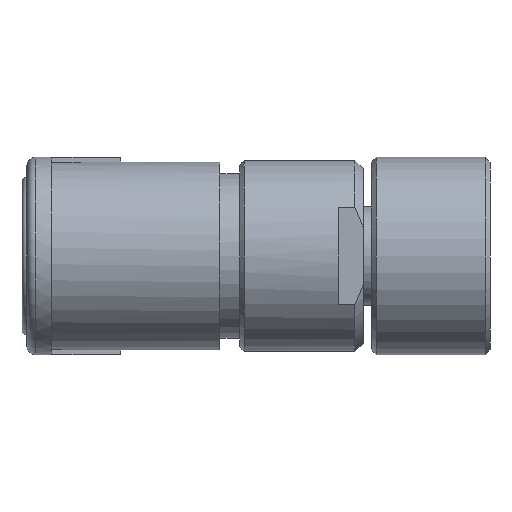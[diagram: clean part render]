
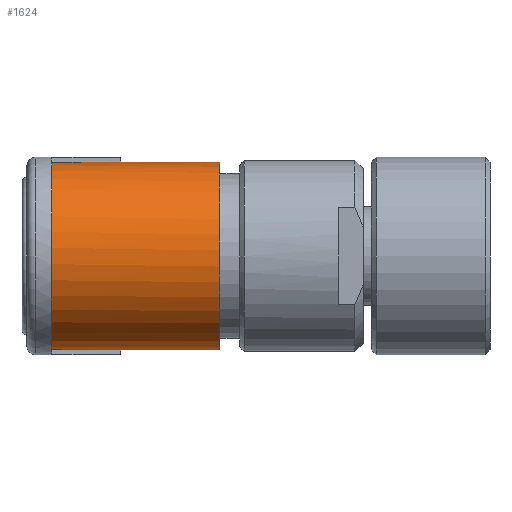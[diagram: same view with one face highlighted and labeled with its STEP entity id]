
A CAD part, front view. The second image highlights one B-rep face of the part: STEP entity #1624.
In plain terms, the highlighted cylindrical face has radius 5.7 mm (diameter 11.4 mm), a full revolution.
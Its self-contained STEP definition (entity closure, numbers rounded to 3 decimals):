
#68=FACE_BOUND($,#427,.T.);
#88=CYLINDRICAL_SURFACE($,#1815,5.7);
#169=ELLIPSE($,#1670,48.218,5.7);
#201=ELLIPSE($,#1816,8.061,5.7);
#202=ELLIPSE($,#1817,48.218,5.7);
#279=FACE_OUTER_BOUND($,#426,.T.);
#426=EDGE_LOOP($,(#1348));
#427=EDGE_LOOP($,(#1349,#1350,#1351,#1352));
#573=CIRCLE($,#1665,5.7);
#634=CIRCLE($,#1814,5.7);
#667=VERTEX_POINT($,#2381);
#668=VERTEX_POINT($,#2382);
#671=VERTEX_POINT($,#2390);
#780=VERTEX_POINT($,#3195);
#781=VERTEX_POINT($,#3198);
#827=EDGE_CURVE($,#667,#668,#573,.T.);
#834=EDGE_CURVE($,#671,#667,#169,.T.);
#978=EDGE_CURVE($,#780,#780,#634,.T.);
#979=EDGE_CURVE($,#781,#671,#201,.T.);
#980=EDGE_CURVE($,#781,#668,#202,.T.);
#1348=ORIENTED_EDGE($,*,*,#978,.T.);
#1349=ORIENTED_EDGE($,*,*,#979,.T.);
#1350=ORIENTED_EDGE($,*,*,#834,.T.);
#1351=ORIENTED_EDGE($,*,*,#827,.T.);
#1352=ORIENTED_EDGE($,*,*,#980,.F.);
#1624=ADVANCED_FACE($,(#279,#68),#88,.T.);
#1665=AXIS2_PLACEMENT_3D($,#2383,#1889,#1890);
#1670=AXIS2_PLACEMENT_3D($,#2397,#1903,#1904);
#1814=AXIS2_PLACEMENT_3D($,#3196,#2217,#2218);
#1815=AXIS2_PLACEMENT_3D($,#3197,#2219,#2220);
#1816=AXIS2_PLACEMENT_3D($,#3199,#2221,#2222);
#1817=AXIS2_PLACEMENT_3D($,#3200,#2223,#2224);
#1889=DIRECTION('center_axis',(1.,0.,0.));
#1890=DIRECTION('ref_axis',(0.,-0.088,-0.996));
#1903=DIRECTION('center_axis',(0.118,-0.993,0.));
#1904=DIRECTION('ref_axis',(-0.993,-0.118,0.));
#2217=DIRECTION('center_axis',(-1.,0.,0.));
#2218=DIRECTION('ref_axis',(0.,0.814,0.581));
#2219=DIRECTION('center_axis',(1.,0.,0.));
#2220=DIRECTION('ref_axis',(0.,-1.,0.));
#2221=DIRECTION('center_axis',(0.707,-0.707,0.));
#2222=DIRECTION('ref_axis',(0.707,0.707,0.));
#2223=DIRECTION('center_axis',(-0.118,0.993,0.));
#2224=DIRECTION('ref_axis',(-0.993,-0.118,0.));
#2381=CARTESIAN_POINT('',(-25.9,-0.5,5.678));
#2382=CARTESIAN_POINT('',(-25.9,-0.5,-5.678));
#2383=CARTESIAN_POINT('Origin',(-25.9,0.,0.));
#2390=CARTESIAN_POINT('',(-21.7,0.,5.7));
#2397=CARTESIAN_POINT('Origin',(-21.7,0.,
0.));
#3195=CARTESIAN_POINT('',(-15.7,5.7,0.));
#3196=CARTESIAN_POINT('Origin',(-15.7,0.,0.));
#3197=CARTESIAN_POINT('Origin',(-9.2,0.,0.));
#3198=CARTESIAN_POINT('',(-21.7,0.,-5.7));
#3199=CARTESIAN_POINT('Origin',(-21.7,0.,
0.));
#3200=CARTESIAN_POINT('Origin',(-21.7,0.,
0.));
